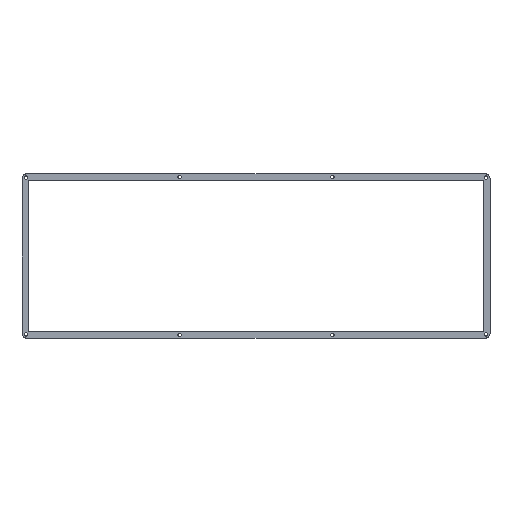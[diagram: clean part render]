
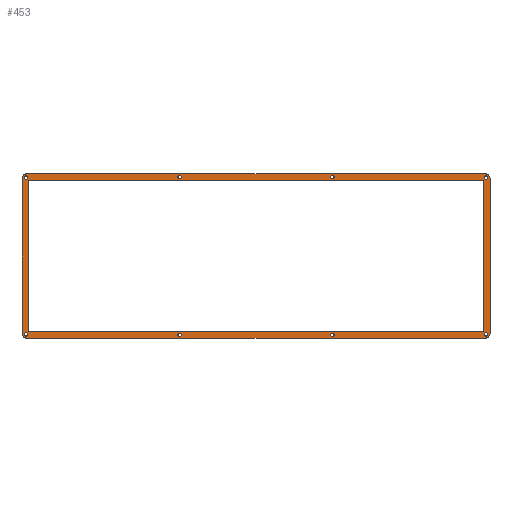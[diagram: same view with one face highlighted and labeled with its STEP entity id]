
A CAD part, top view. The second image highlights one B-rep face of the part: STEP entity #453.
In plain terms, the highlighted planar face has unit normal (0, 0, 1).
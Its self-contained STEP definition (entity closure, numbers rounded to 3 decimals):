
#15=FACE_BOUND('',#86,.T.);
#16=FACE_BOUND('',#87,.T.);
#17=FACE_BOUND('',#88,.T.);
#18=FACE_BOUND('',#89,.T.);
#19=FACE_BOUND('',#90,.T.);
#20=FACE_BOUND('',#91,.T.);
#21=FACE_BOUND('',#92,.T.);
#22=FACE_BOUND('',#93,.T.);
#23=FACE_BOUND('',#94,.T.);
#41=PLANE('',#513);
#63=FACE_OUTER_BOUND('',#85,.T.);
#85=EDGE_LOOP('',(#381,#382,#383,#384,#385,#386,#387,#388));
#86=EDGE_LOOP('',(#389));
#87=EDGE_LOOP('',(#390));
#88=EDGE_LOOP('',(#391));
#89=EDGE_LOOP('',(#392));
#90=EDGE_LOOP('',(#393));
#91=EDGE_LOOP('',(#394));
#92=EDGE_LOOP('',(#395));
#93=EDGE_LOOP('',(#396));
#94=EDGE_LOOP('',(#397,#398,#399,#400));
#115=LINE('',#701,#151);
#118=LINE('',#707,#154);
#121=LINE('',#713,#157);
#124=LINE('',#717,#160);
#127=LINE('',#725,#163);
#131=LINE('',#737,#167);
#135=LINE('',#749,#171);
#139=LINE('',#761,#175);
#151=VECTOR('',#577,10.);
#154=VECTOR('',#582,10.);
#157=VECTOR('',#587,10.);
#160=VECTOR('',#592,10.);
#163=VECTOR('',#597,10.);
#167=VECTOR('',#609,10.);
#171=VECTOR('',#621,10.);
#175=VECTOR('',#633,10.);
#177=CIRCLE('',#470,1.1);
#179=CIRCLE('',#473,1.1);
#181=CIRCLE('',#476,1.1);
#183=CIRCLE('',#479,1.1);
#185=CIRCLE('',#482,1.1);
#187=CIRCLE('',#485,1.1);
#189=CIRCLE('',#488,1.1);
#191=CIRCLE('',#491,1.1);
#194=CIRCLE('',#500,3.);
#196=CIRCLE('',#504,3.);
#198=CIRCLE('',#508,3.);
#200=CIRCLE('',#512,3.);
#201=VERTEX_POINT('',#647);
#203=VERTEX_POINT('',#653);
#205=VERTEX_POINT('',#659);
#207=VERTEX_POINT('',#665);
#209=VERTEX_POINT('',#671);
#211=VERTEX_POINT('',#677);
#213=VERTEX_POINT('',#683);
#215=VERTEX_POINT('',#689);
#219=VERTEX_POINT('',#698);
#220=VERTEX_POINT('',#700);
#222=VERTEX_POINT('',#706);
#224=VERTEX_POINT('',#712);
#227=VERTEX_POINT('',#722);
#228=VERTEX_POINT('',#724);
#230=VERTEX_POINT('',#730);
#232=VERTEX_POINT('',#736);
#234=VERTEX_POINT('',#742);
#236=VERTEX_POINT('',#748);
#238=VERTEX_POINT('',#754);
#240=VERTEX_POINT('',#760);
#241=EDGE_CURVE('',#201,#201,#177,.T.);
#244=EDGE_CURVE('',#203,#203,#179,.T.);
#247=EDGE_CURVE('',#205,#205,#181,.T.);
#250=EDGE_CURVE('',#207,#207,#183,.T.);
#253=EDGE_CURVE('',#209,#209,#185,.T.);
#256=EDGE_CURVE('',#211,#211,#187,.T.);
#259=EDGE_CURVE('',#213,#213,#189,.T.);
#262=EDGE_CURVE('',#215,#215,#191,.T.);
#267=EDGE_CURVE('',#220,#219,#115,.T.);
#270=EDGE_CURVE('',#222,#220,#118,.T.);
#273=EDGE_CURVE('',#224,#222,#121,.T.);
#276=EDGE_CURVE('',#219,#224,#124,.T.);
#279=EDGE_CURVE('',#228,#227,#127,.T.);
#282=EDGE_CURVE('',#230,#228,#194,.T.);
#285=EDGE_CURVE('',#232,#230,#131,.T.);
#288=EDGE_CURVE('',#234,#232,#196,.T.);
#291=EDGE_CURVE('',#236,#234,#135,.T.);
#294=EDGE_CURVE('',#238,#236,#198,.T.);
#297=EDGE_CURVE('',#240,#238,#139,.T.);
#300=EDGE_CURVE('',#227,#240,#200,.T.);
#381=ORIENTED_EDGE('',*,*,#300,.T.);
#382=ORIENTED_EDGE('',*,*,#297,.T.);
#383=ORIENTED_EDGE('',*,*,#294,.T.);
#384=ORIENTED_EDGE('',*,*,#291,.T.);
#385=ORIENTED_EDGE('',*,*,#288,.T.);
#386=ORIENTED_EDGE('',*,*,#285,.T.);
#387=ORIENTED_EDGE('',*,*,#282,.T.);
#388=ORIENTED_EDGE('',*,*,#279,.T.);
#389=ORIENTED_EDGE('',*,*,#241,.T.);
#390=ORIENTED_EDGE('',*,*,#244,.T.);
#391=ORIENTED_EDGE('',*,*,#247,.T.);
#392=ORIENTED_EDGE('',*,*,#250,.T.);
#393=ORIENTED_EDGE('',*,*,#253,.T.);
#394=ORIENTED_EDGE('',*,*,#256,.T.);
#395=ORIENTED_EDGE('',*,*,#259,.T.);
#396=ORIENTED_EDGE('',*,*,#262,.T.);
#397=ORIENTED_EDGE('',*,*,#276,.T.);
#398=ORIENTED_EDGE('',*,*,#273,.T.);
#399=ORIENTED_EDGE('',*,*,#270,.T.);
#400=ORIENTED_EDGE('',*,*,#267,.T.);
#453=ADVANCED_FACE('',(#63,#15,#16,#17,#18,#19,#20,#21,#22,#23),#41,.T.);
#470=AXIS2_PLACEMENT_3D('',#648,#519,#520);
#473=AXIS2_PLACEMENT_3D('',#654,#526,#527);
#476=AXIS2_PLACEMENT_3D('',#660,#533,#534);
#479=AXIS2_PLACEMENT_3D('',#666,#540,#541);
#482=AXIS2_PLACEMENT_3D('',#672,#547,#548);
#485=AXIS2_PLACEMENT_3D('',#678,#554,#555);
#488=AXIS2_PLACEMENT_3D('',#684,#561,#562);
#491=AXIS2_PLACEMENT_3D('',#690,#568,#569);
#500=AXIS2_PLACEMENT_3D('',#731,#603,#604);
#504=AXIS2_PLACEMENT_3D('',#743,#615,#616);
#508=AXIS2_PLACEMENT_3D('',#755,#627,#628);
#512=AXIS2_PLACEMENT_3D('',#765,#639,#640);
#513=AXIS2_PLACEMENT_3D('',#766,#641,#642);
#519=DIRECTION('center_axis',(0.,0.,-1.));
#520=DIRECTION('ref_axis',(-1.,0.,0.));
#526=DIRECTION('center_axis',(0.,0.,-1.));
#527=DIRECTION('ref_axis',(-1.,0.,0.));
#533=DIRECTION('center_axis',(0.,0.,-1.));
#534=DIRECTION('ref_axis',(-1.,0.,0.));
#540=DIRECTION('center_axis',(0.,0.,-1.));
#541=DIRECTION('ref_axis',(-1.,0.,0.));
#547=DIRECTION('center_axis',(0.,0.,-1.));
#548=DIRECTION('ref_axis',(-1.,0.,0.));
#554=DIRECTION('center_axis',(0.,0.,-1.));
#555=DIRECTION('ref_axis',(-1.,0.,0.));
#561=DIRECTION('center_axis',(0.,0.,-1.));
#562=DIRECTION('ref_axis',(-1.,0.,0.));
#568=DIRECTION('center_axis',(0.,0.,-1.));
#569=DIRECTION('ref_axis',(-1.,0.,0.));
#577=DIRECTION('',(0.,1.,0.));
#582=DIRECTION('',(-1.,0.,0.));
#587=DIRECTION('',(0.,-1.,0.));
#592=DIRECTION('',(1.,0.,0.));
#597=DIRECTION('',(-1.,0.,0.));
#603=DIRECTION('center_axis',(0.,0.,1.));
#604=DIRECTION('ref_axis',(1.,0.,0.));
#609=DIRECTION('',(0.,1.,0.));
#615=DIRECTION('center_axis',(0.,0.,1.));
#616=DIRECTION('ref_axis',(0.,-1.,0.));
#621=DIRECTION('',(1.,0.,0.));
#627=DIRECTION('center_axis',(0.,0.,1.));
#628=DIRECTION('ref_axis',(-1.,0.,0.));
#633=DIRECTION('',(0.,-1.,0.));
#639=DIRECTION('center_axis',(0.,0.,1.));
#640=DIRECTION('ref_axis',(0.,1.,0.));
#641=DIRECTION('center_axis',(0.,0.,1.));
#642=DIRECTION('ref_axis',(1.,0.,0.));
#647=CARTESIAN_POINT('',(197.933,103.25,3.));
#648=CARTESIAN_POINT('Origin',(196.833,103.25,3.));
#653=CARTESIAN_POINT('',(102.017,4.,3.));
#654=CARTESIAN_POINT('Origin',(100.917,4.,3.));
#659=CARTESIAN_POINT('',(197.933,4.,3.));
#660=CARTESIAN_POINT('Origin',(196.833,4.,3.));
#665=CARTESIAN_POINT('',(102.017,103.25,3.));
#666=CARTESIAN_POINT('Origin',(100.917,103.25,3.));
#671=CARTESIAN_POINT('',(294.411,102.811,3.));
#672=CARTESIAN_POINT('Origin',(293.311,102.811,3.));
#677=CARTESIAN_POINT('',(5.539,4.439,3.));
#678=CARTESIAN_POINT('Origin',(4.439,4.439,3.));
#683=CARTESIAN_POINT('',(294.411,4.439,3.));
#684=CARTESIAN_POINT('Origin',(293.311,4.439,3.));
#689=CARTESIAN_POINT('',(5.539,102.811,3.));
#690=CARTESIAN_POINT('Origin',(4.439,102.811,3.));
#698=CARTESIAN_POINT('',(6.,101.25,3.));
#700=CARTESIAN_POINT('',(6.,6.,3.));
#701=CARTESIAN_POINT('',(6.,101.25,3.));
#706=CARTESIAN_POINT('',(291.75,6.,3.));
#707=CARTESIAN_POINT('',(6.,6.,3.));
#712=CARTESIAN_POINT('',(291.75,101.25,3.));
#713=CARTESIAN_POINT('',(291.75,6.,3.));
#717=CARTESIAN_POINT('',(291.75,101.25,3.));
#722=CARTESIAN_POINT('',(5.,105.25,3.));
#724=CARTESIAN_POINT('',(292.75,105.25,3.));
#725=CARTESIAN_POINT('',(292.75,105.25,3.));
#730=CARTESIAN_POINT('',(295.75,102.25,3.));
#731=CARTESIAN_POINT('Origin',(292.75,102.25,3.));
#736=CARTESIAN_POINT('',(295.75,5.,3.));
#737=CARTESIAN_POINT('',(295.75,5.,3.));
#742=CARTESIAN_POINT('',(292.75,2.,3.));
#743=CARTESIAN_POINT('Origin',(292.75,5.,3.));
#748=CARTESIAN_POINT('',(5.,2.,3.));
#749=CARTESIAN_POINT('',(5.,2.,3.));
#754=CARTESIAN_POINT('',(2.,5.,3.));
#755=CARTESIAN_POINT('Origin',(5.,5.,3.));
#760=CARTESIAN_POINT('',(2.,102.25,3.));
#761=CARTESIAN_POINT('',(2.,102.25,3.));
#765=CARTESIAN_POINT('Origin',(5.,102.25,3.));
#766=CARTESIAN_POINT('Origin',(148.875,53.625,3.));
